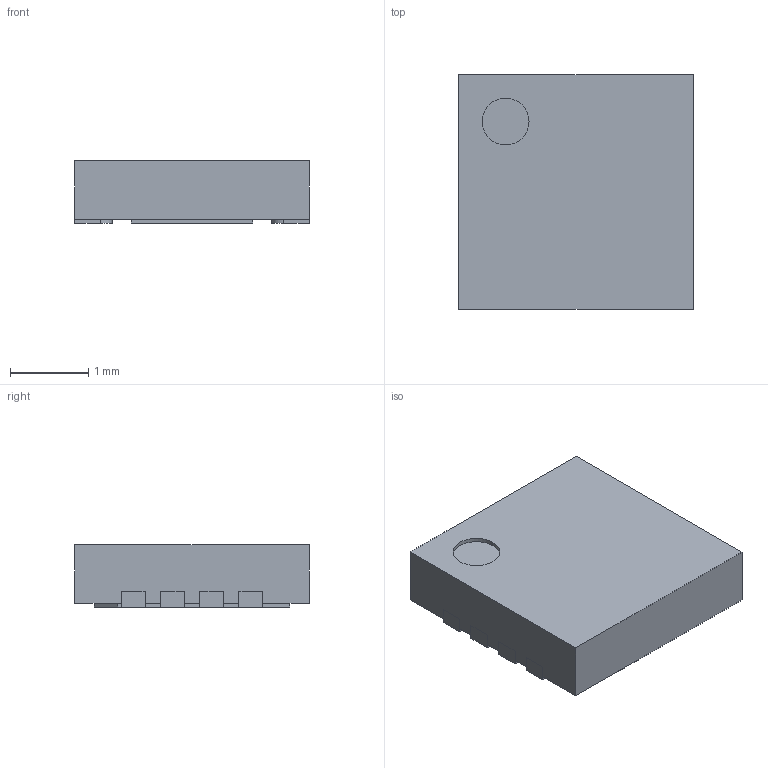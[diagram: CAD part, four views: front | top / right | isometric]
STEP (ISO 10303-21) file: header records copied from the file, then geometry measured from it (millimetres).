
FILE_DESCRIPTION((''),'2;1');
FILE_NAME('SON50P300X300X80-9N-R155X250.stp','2014-11-17T09:35:04',(''),(''),'Mechanical Desktop 2011','Mechanical Desktop 2011',', , ');
FILE_SCHEMA(('AUTOMOTIVE_DESIGN { 1 2 10303 214 1 1 1 1 }'));
Length unit declared in the file: millimetre
Products named in the file (1): Product
Bounding box: 3 x 3 x 0.8 mm (x, y, z)
Volume: 7 mm3; surface area: 40.6 mm2
Topology: 10 solids, 10 shells, 96 faces, 225 edges, 150 vertices
Faces by surface type: plane 46, bspline 40, cylinder 10
Entity records: 2872 total; most frequent: CARTESIAN_POINT 704, ORIENTED_EDGE 450, DIRECTION 375, EDGE_CURVE 225, VECTOR 189, LINE 189, VERTEX_POINT 150, EDGE_LOOP 97
